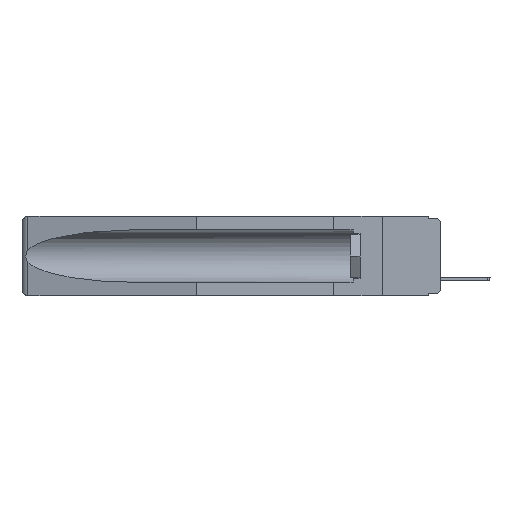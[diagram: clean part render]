
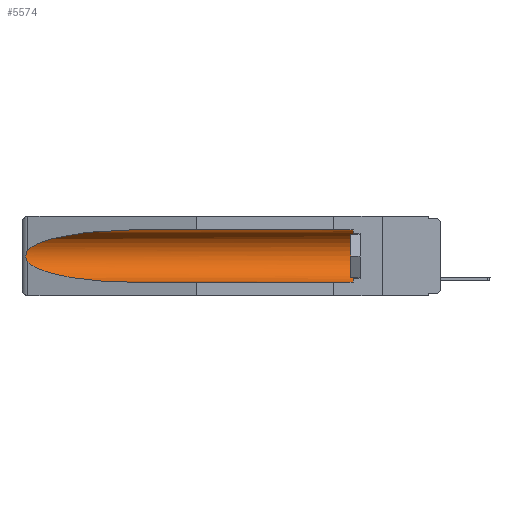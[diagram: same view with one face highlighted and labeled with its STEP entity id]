
A CAD part, left-side view. The second image highlights one B-rep face of the part: STEP entity #5574.
In plain terms, the highlighted cylindrical face has radius 2.857 mm (diameter 5.715 mm), a partial arc.
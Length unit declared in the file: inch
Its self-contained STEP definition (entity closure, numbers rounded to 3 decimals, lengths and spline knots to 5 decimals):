
#170 = ORIENTED_EDGE ( 'NONE', *, *, #23309, .T. ) ;
#277 = CARTESIAN_POINT ( 'NONE',  ( 0.155, -0.30754, -0.284 ) ) ;
#919 = ORIENTED_EDGE ( 'NONE', *, *, #14060, .T. ) ;
#1019 = CARTESIAN_POINT ( 'NONE',  ( 0.26537, 1.52718, -0.14972 ) ) ;
#2308 = DIRECTION ( 'NONE',  ( 0., 1., 0. ) ) ;
#2473 = CARTESIAN_POINT ( 'NONE',  ( 0.2673, 1.53269, -0.17917 ) ) ;
#3188 = VERTEX_POINT ( 'NONE', #8542 ) ;
#3206 = CARTESIAN_POINT ( 'NONE',  ( 0.26537, 1.52718, -0.19328 ) ) ;
#3246 = EDGE_CURVE ( 'NONE', #10726, #9781, #5163, .T. ) ;
#3894 = DIRECTION ( 'NONE',  ( 0., 1., 0. ) ) ;
#4619 = CARTESIAN_POINT ( 'NONE',  ( 0.26597, 1.5296, -0.19026 ) ) ;
#5163 =( BOUNDED_CURVE ( )  B_SPLINE_CURVE ( 3, ( #21297, #21425, #21182, #8312 ),
 .UNSPECIFIED., .F., .T. ) 
 B_SPLINE_CURVE_WITH_KNOTS ( ( 4, 4 ),
 ( 4.71239, 6.08839 ),
 .UNSPECIFIED. ) 
 CURVE ( )  GEOMETRIC_REPRESENTATION_ITEM ( )  RATIONAL_B_SPLINE_CURVE ( ( 1., 0.848, 0.848, 1. ) ) 
 REPRESENTATION_ITEM ( '' )  );
#5296 = ORIENTED_EDGE ( 'NONE', *, *, #7207, .F. ) ;
#5462 = CARTESIAN_POINT ( 'NONE',  ( 0.26537, 1.52718, -0.19328 ) ) ;
#5574 = ADVANCED_FACE ( 'NONE', ( #14604 ), #7166, .F. ) ;
#5582 = CARTESIAN_POINT ( 'NONE',  ( 0.155, -0.30754, -0.059 ) ) ;
#5682 = VERTEX_POINT ( 'NONE', #3206 ) ;
#6389 = EDGE_CURVE ( 'NONE', #3188, #21355, #10920, .T. ) ;
#7166 = CYLINDRICAL_SURFACE ( 'NONE', #17862, 0.1125 ) ;
#7207 = EDGE_CURVE ( 'NONE', #3188, #22394, #17085, .T. ) ;
#7254 = CARTESIAN_POINT ( 'NONE',  ( 0.155, 1.07973, -0.284 ) ) ;
#7275 = CARTESIAN_POINT ( 'NONE',  ( 0.155, -0.30754, -0.1715 ) ) ;
#7485 = CARTESIAN_POINT ( 'NONE',  ( 0.21114, 1.30732, -0.284 ) ) ;
#8301 = EDGE_LOOP ( 'NONE', ( #11132, #170, #17107, #5296, #16473, #919 ) ) ;
#8312 = CARTESIAN_POINT ( 'NONE',  ( 0.26537, 1.52718, -0.14972 ) ) ;
#8542 = CARTESIAN_POINT ( 'NONE',  ( 0.155, 0.126, -0.284 ) ) ;
#9184 = LINE ( 'NONE', #5582, #11130 ) ;
#9781 = VERTEX_POINT ( 'NONE', #1019 ) ;
#10030 = CARTESIAN_POINT ( 'NONE',  ( 0.26597, 1.52961, -0.15275 ) ) ;
#10140 = CARTESIAN_POINT ( 'NONE',  ( 0.2675, 1.53308, -0.17534 ) ) ;
#10726 = VERTEX_POINT ( 'NONE', #22775 ) ;
#10920 = CIRCLE ( 'NONE', #17080, 0.1125 ) ;
#11130 = VECTOR ( 'NONE', #3894, 39.37008 ) ;
#11132 = ORIENTED_EDGE ( 'NONE', *, *, #3246, .T. ) ;
#11817 = CARTESIAN_POINT ( 'NONE',  ( 0.26537, 1.52718, -0.14972 ) ) ;
#12519 = B_SPLINE_CURVE_WITH_KNOTS ( 'NONE', 3,
 ( #11817, #10030, #20863, #17367, #18931, #10140, #2473, #13863, #4619, #22911 ),
 .UNSPECIFIED., .F., .F.,
 ( 4, 2, 2, 2, 4 ),
 ( 0., 0.00029, 0.00058, 0.00087, 0.00117 ),
 .UNSPECIFIED. ) ;
#12774 = EDGE_CURVE ( 'NONE', #5682, #22394, #14342, .T. ) ;
#12802 = DIRECTION ( 'NONE',  ( 0., 0., 1. ) ) ;
#13863 = CARTESIAN_POINT ( 'NONE',  ( 0.26655, 1.53094, -0.18657 ) ) ;
#14060 = EDGE_CURVE ( 'NONE', #21355, #10726, #9184, .T. ) ;
#14342 =( BOUNDED_CURVE ( )  B_SPLINE_CURVE ( 3, ( #5462, #14582, #7485, #7254 ),
 .UNSPECIFIED., .F., .T. ) 
 B_SPLINE_CURVE_WITH_KNOTS ( ( 4, 4 ),
 ( 0.1948, 1.5708 ),
 .UNSPECIFIED. ) 
 CURVE ( )  GEOMETRIC_REPRESENTATION_ITEM ( )  RATIONAL_B_SPLINE_CURVE ( ( 1., 0.848, 0.848, 1. ) ) 
 REPRESENTATION_ITEM ( '' )  );
#14582 = CARTESIAN_POINT ( 'NONE',  ( 0.25451, 1.48313, -0.24835 ) ) ;
#14604 = FACE_OUTER_BOUND ( 'NONE', #8301, .T. ) ;
#15174 = CARTESIAN_POINT ( 'NONE',  ( 0.155, 1.07973, -0.284 ) ) ;
#15961 = VECTOR ( 'NONE', #2308, 39.37008 ) ;
#16473 = ORIENTED_EDGE ( 'NONE', *, *, #6389, .T. ) ;
#17080 = AXIS2_PLACEMENT_3D ( 'NONE', #23234, #21432, #21790 ) ;
#17085 = LINE ( 'NONE', #277, #15961 ) ;
#17107 = ORIENTED_EDGE ( 'NONE', *, *, #12774, .T. ) ;
#17367 = CARTESIAN_POINT ( 'NONE',  ( 0.2673, 1.5327, -0.16383 ) ) ;
#17617 = CARTESIAN_POINT ( 'NONE',  ( 0.155, 0.126, -0.059 ) ) ;
#17862 = AXIS2_PLACEMENT_3D ( 'NONE', #7275, #17864, #12802 ) ;
#17864 = DIRECTION ( 'NONE',  ( 0., 1., 0. ) ) ;
#18931 = CARTESIAN_POINT ( 'NONE',  ( 0.2675, 1.53308, -0.16763 ) ) ;
#20863 = CARTESIAN_POINT ( 'NONE',  ( 0.26654, 1.53092, -0.15636 ) ) ;
#21182 = CARTESIAN_POINT ( 'NONE',  ( 0.25451, 1.48313, -0.09465 ) ) ;
#21297 = CARTESIAN_POINT ( 'NONE',  ( 0.155, 1.07973, -0.059 ) ) ;
#21355 = VERTEX_POINT ( 'NONE', #17617 ) ;
#21425 = CARTESIAN_POINT ( 'NONE',  ( 0.21114, 1.30732, -0.059 ) ) ;
#21432 = DIRECTION ( 'NONE',  ( 0., -1., 0. ) ) ;
#21790 = DIRECTION ( 'NONE',  ( 0., 0., 1. ) ) ;
#22394 = VERTEX_POINT ( 'NONE', #15174 ) ;
#22775 = CARTESIAN_POINT ( 'NONE',  ( 0.155, 1.07973, -0.059 ) ) ;
#22911 = CARTESIAN_POINT ( 'NONE',  ( 0.26537, 1.52718, -0.19328 ) ) ;
#23234 = CARTESIAN_POINT ( 'NONE',  ( 0.155, 0.126, -0.1715 ) ) ;
#23309 = EDGE_CURVE ( 'NONE', #9781, #5682, #12519, .T. ) ;
